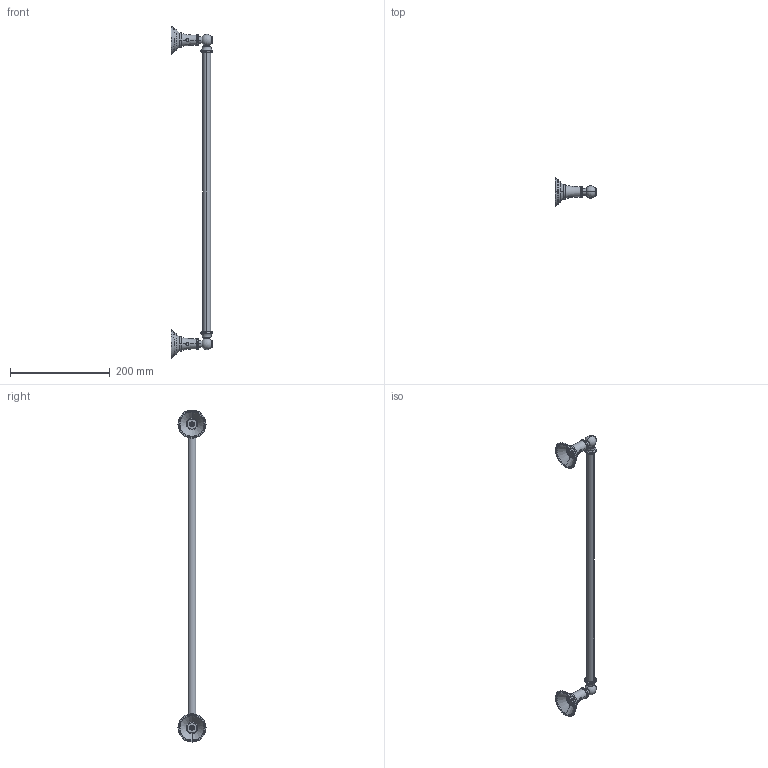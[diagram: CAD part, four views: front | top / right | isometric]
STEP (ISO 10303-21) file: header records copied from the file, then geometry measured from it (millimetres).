
FILE_DESCRIPTION((''),'2;1');
FILE_NAME('5403_ASM','2019-08-07T10:50:14',('jinson.thomas'),(''),'CREO PARAMETRIC BY PTC INC, 2018400','CREO PARAMETRIC BY PTC INC, 2018400','');
FILE_SCHEMA(('CONFIG_CONTROL_DESIGN'));
Length unit declared in the file: inch
Products named in the file (7): 11591; 2-652_ASM; 40704; 40734; 40705; 40368; 5403_ASM
Assembly tree (8 placements, depth 3):
  5403_ASM
    2-652_ASM  x2
      11591
    40704
    40734  x2
    40705
    40368
Bounding box: 83.97 x 56.56 x 666.16 mm (x, y, z)
Volume: 78484.2 mm3; surface area: 87343.5 mm2
Topology: 7 solids, 7 shells, 372 faces, 887 edges, 548 vertices
Faces by surface type: cylinder 136, bspline 85, torus 72, plane 43, cone 28, sphere 8
Entity records: 20359 total; most frequent: CARTESIAN_POINT 13965, ORIENTED_EDGE 1412, DIRECTION 1112, EDGE_CURVE 706, AXIS2_PLACEMENT_3D 485, VERTEX_POINT 441, EDGE_LOOP 321, B_SPLINE_CURVE_WITH_KNOTS 310
